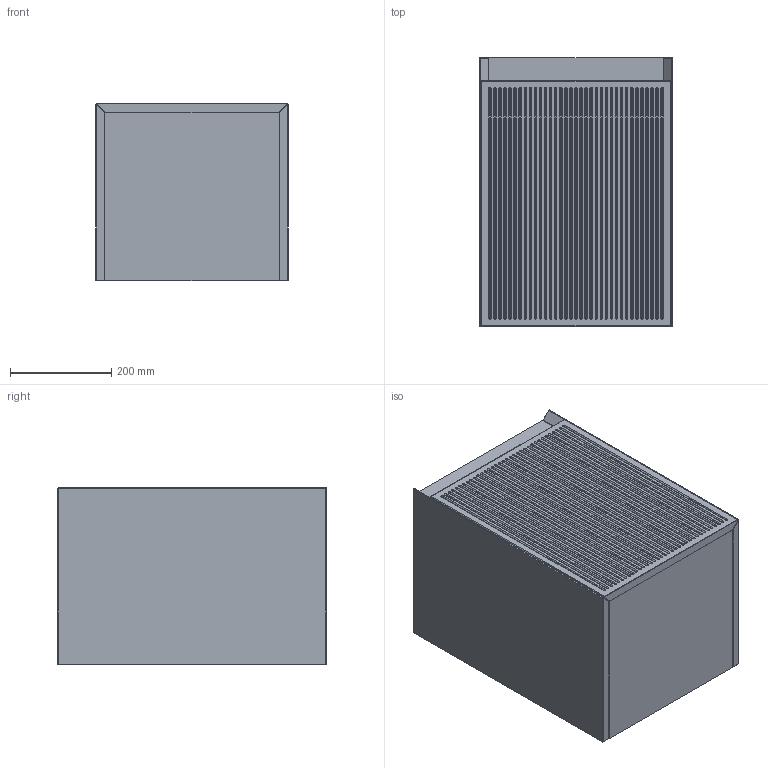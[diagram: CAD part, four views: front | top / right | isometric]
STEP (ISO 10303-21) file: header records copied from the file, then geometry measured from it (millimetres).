
FILE_DESCRIPTION (( 'STEP AP214' ), '1' );
FILE_NAME ('MO040D1_STEP_V11022.STEP', '2022-10-20T07:08:38', ( '' ), ( '' ), 'SwSTEP 2.0', 'SolidWorks 2019', '' );
FILE_SCHEMA (( 'AUTOMOTIVE_DESIGN' ));
Length unit declared in the file: millimetre
Products named in the file (3): Carcass_v10722_400S 1 Door; MO040D1_STEP_V11022; Drawers_v10722_40 FLUTED DOOR
Assembly tree (2 placements, depth 2):
  MO040D1_STEP_V11022
    Carcass_v10722_400S 1 Door
    Drawers_v10722_40 FLUTED DOOR
Bounding box: 380 x 530 x 350 mm (x, y, z)
Volume: 12576589.7 mm3; surface area: 1608162.5 mm2
Topology: 6 solids, 6 shells, 257 faces, 596 edges, 370 vertices
Faces by surface type: cylinder 99, plane 72, torus 70, sphere 16
Entity records: 7432 total; most frequent: DIRECTION 1432, CARTESIAN_POINT 1224, ORIENTED_EDGE 1160, AXIS2_PLACEMENT_3D 594, EDGE_CURVE 580, VERTEX_POINT 370, CIRCLE 332, EDGE_LOOP 292
